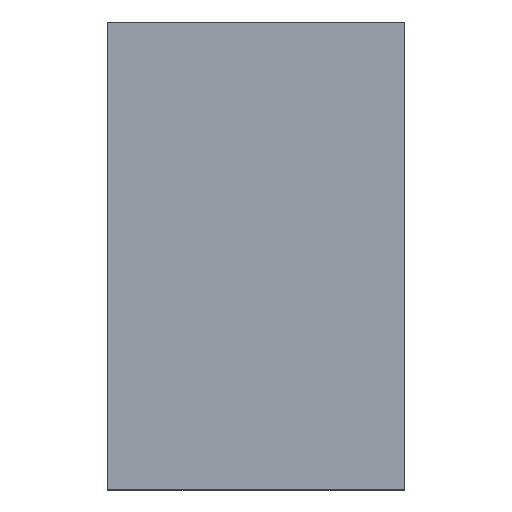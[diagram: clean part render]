
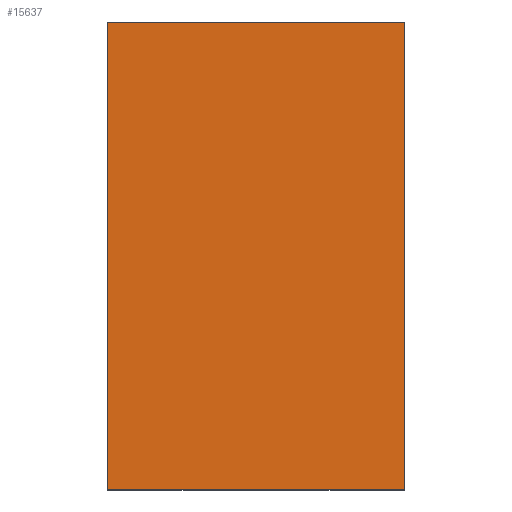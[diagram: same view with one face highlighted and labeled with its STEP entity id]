
A CAD part, top view. The second image highlights one B-rep face of the part: STEP entity #15637.
In plain terms, the highlighted face is planar.
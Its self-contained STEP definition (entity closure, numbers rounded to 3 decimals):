
#11458=DIRECTION('',(0.,0.,1.));
#11459=VECTOR('',#11458,5.5);
#11460=CARTESIAN_POINT('',(-1.75,0.975,-2.75));
#11461=LINE('',#11460,#11459);
#11465=DIRECTION('',(-1.,0.,0.));
#11466=VECTOR('',#11465,3.5);
#11467=CARTESIAN_POINT('',(1.75,0.975,-2.75));
#11468=LINE('',#11467,#11466);
#11472=DIRECTION('',(0.,0.,-1.));
#11473=VECTOR('',#11472,5.5);
#11474=CARTESIAN_POINT('',(1.75,0.975,2.75));
#11475=LINE('',#11474,#11473);
#11479=DIRECTION('',(1.,0.,0.));
#11480=VECTOR('',#11479,3.5);
#11481=CARTESIAN_POINT('',(-1.75,0.975,2.75));
#11482=LINE('',#11481,#11480);
#13725=CARTESIAN_POINT('',(-1.75,0.975,-2.75));
#13726=CARTESIAN_POINT('',(-1.75,0.975,2.75));
#13727=VERTEX_POINT('',#13725);
#13728=VERTEX_POINT('',#13726);
#13729=CARTESIAN_POINT('',(1.75,0.975,2.75));
#13730=VERTEX_POINT('',#13729);
#13731=CARTESIAN_POINT('',(1.75,0.975,-2.75));
#13732=VERTEX_POINT('',#13731);
#15626=CARTESIAN_POINT('',(0.,0.975,0.));
#15627=DIRECTION('',(0.,1.,0.));
#15628=DIRECTION('',(1.,0.,0.));
#15629=AXIS2_PLACEMENT_3D('',#15626,#15627,#15628);
#15630=PLANE('',#15629);
#15631=ORIENTED_EDGE('',*,*,#15411,.F.);
#15632=ORIENTED_EDGE('',*,*,#15496,.F.);
#15633=ORIENTED_EDGE('',*,*,#15523,.F.);
#15634=ORIENTED_EDGE('',*,*,#15606,.F.);
#15635=EDGE_LOOP('',(#15631,#15632,#15633,#15634));
#15636=FACE_OUTER_BOUND('',#15635,.F.);
#15411=EDGE_CURVE('',#13727,#13728,#11461,.T.);
#15496=EDGE_CURVE('',#13732,#13727,#11468,.T.);
#15523=EDGE_CURVE('',#13730,#13732,#11475,.T.);
#15606=EDGE_CURVE('',#13728,#13730,#11482,.T.);
#15637=ADVANCED_FACE('',(#15636),#15630,.T.);
